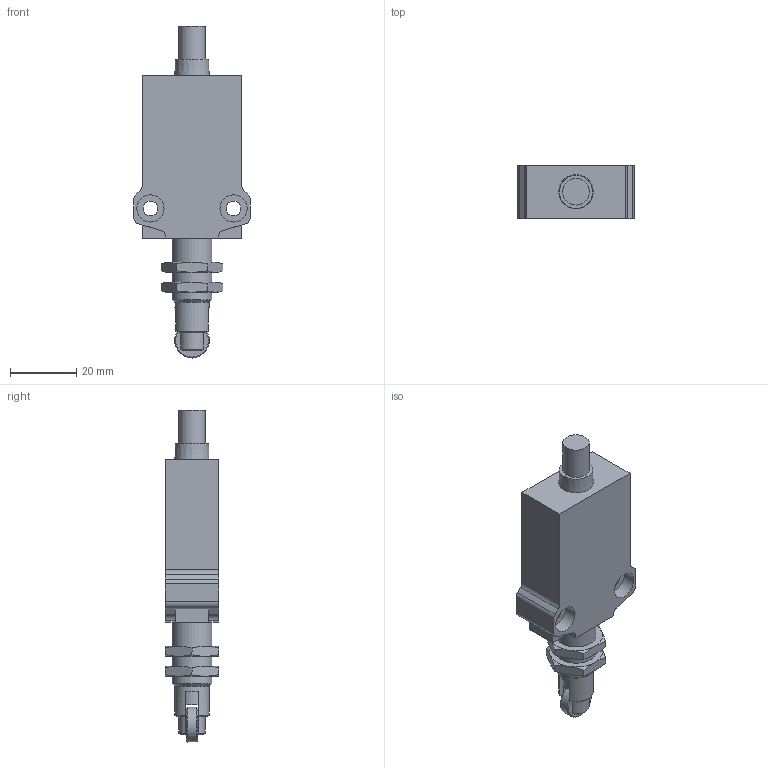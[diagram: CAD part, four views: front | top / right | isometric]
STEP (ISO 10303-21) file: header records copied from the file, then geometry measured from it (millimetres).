
FILE_DESCRIPTION (( 'STEP AP214' ), '1' );
FILE_NAME ('AEM2G2201Z22-3.STEP', '2023-06-27T10:43:49', ( '' ), ( '' ), 'SwSTEP 2.0', 'SolidWorks 2021', '' );
FILE_SCHEMA (( 'AUTOMOTIVE_DESIGN' ));
Length unit declared in the file: inch
Products named in the file (1): AEM2G2201Z22-3
Bounding box: 35 x 16 x 99.9 mm (x, y, z)
Volume: 27339.7 mm3; surface area: 10414.6 mm2
Topology: 3 solids, 8 shells, 141 faces, 320 edges, 205 vertices
Faces by surface type: plane 74, cone 36, cylinder 31
Full cylindrical faces by diameter (mm): 4.4 x2, 5.6 x2, 7.95 x1, 8 x1, 8.05 x2, 8.2 x4, 10.4 x1, 10.5 x1, 12 x3
Entity records: 4014 total; most frequent: CARTESIAN_POINT 922, DIRECTION 620, ORIENTED_EDGE 586, EDGE_CURVE 293, AXIS2_PLACEMENT_3D 249, VERTEX_POINT 199, EDGE_LOOP 182, FACE_OUTER_BOUND 158
